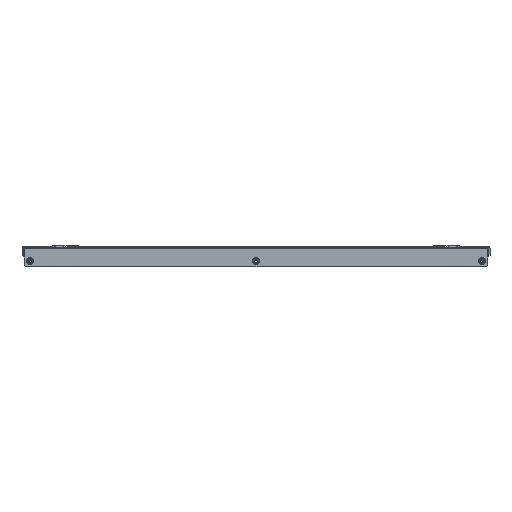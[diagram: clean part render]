
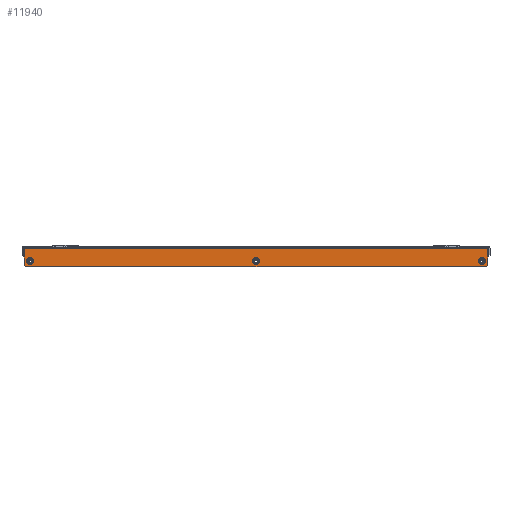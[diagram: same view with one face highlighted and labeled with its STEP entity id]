
A CAD part, left-side view. The second image highlights one B-rep face of the part: STEP entity #11940.
In plain terms, the highlighted planar face has unit normal (-1, 0, 0).
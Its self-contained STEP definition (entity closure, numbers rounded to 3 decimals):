
#100 = LINE ( 'NONE', #5596, #3547 ) ;
#129 = CIRCLE ( 'NONE', #11036, 7.299 ) ;
#560 = EDGE_CURVE ( 'NONE', #2299, #1881, #16216, .T. ) ;
#692 = FACE_BOUND ( 'NONE', #8982, .T. ) ;
#741 = DIRECTION ( 'NONE',  ( 1., 0., 0. ) ) ;
#781 = EDGE_CURVE ( 'NONE', #9140, #18312, #14614, .T. ) ;
#1237 = EDGE_CURVE ( 'NONE', #10658, #3258, #14598, .T. ) ;
#1317 = DIRECTION ( 'NONE',  ( 1., 0., 0. ) ) ;
#1377 = PLANE ( 'NONE',  #14439 ) ;
#1630 = EDGE_CURVE ( 'NONE', #13916, #10188, #3862, .T. ) ;
#1645 = CARTESIAN_POINT ( 'NONE',  ( -11.5, 449., -26.5 ) ) ;
#1674 = ORIENTED_EDGE ( 'NONE', *, *, #8174, .T. ) ;
#1881 = VERTEX_POINT ( 'NONE', #9473 ) ;
#2061 = DIRECTION ( 'NONE',  ( 0., -0.707, -0.707 ) ) ;
#2094 = DIRECTION ( 'NONE',  ( 1., 0., 0. ) ) ;
#2181 = DIRECTION ( 'NONE',  ( 1., 0., 0. ) ) ;
#2299 = VERTEX_POINT ( 'NONE', #11858 ) ;
#2341 = ORIENTED_EDGE ( 'NONE', *, *, #4780, .T. ) ;
#2549 = DIRECTION ( 'NONE',  ( 0., 0., -1. ) ) ;
#2825 = ORIENTED_EDGE ( 'NONE', *, *, #16558, .T. ) ;
#2833 = CARTESIAN_POINT ( 'NONE',  ( -11.5, 441.701, -26.5 ) ) ;
#3041 = CARTESIAN_POINT ( 'NONE',  ( -11.5, -461., 0. ) ) ;
#3258 = VERTEX_POINT ( 'NONE', #6636 ) ;
#3358 = CARTESIAN_POINT ( 'NONE',  ( -11.5, -456.299, -26.5 ) ) ;
#3547 = VECTOR ( 'NONE', #12921, 1000. ) ;
#3573 = CARTESIAN_POINT ( 'NONE',  ( -11.5, 7.299, -26.5 ) ) ;
#3640 = CARTESIAN_POINT ( 'NONE',  ( -11.5, 449., -26.5 ) ) ;
#3675 = AXIS2_PLACEMENT_3D ( 'NONE', #1645, #13154, #11880 ) ;
#3697 = DIRECTION ( 'NONE',  ( 0., 1., 0. ) ) ;
#3827 = CARTESIAN_POINT ( 'NONE',  ( -11.5, 0., -26.5 ) ) ;
#3829 = CARTESIAN_POINT ( 'NONE',  ( -11.5, 456.299, -26.5 ) ) ;
#3840 = CARTESIAN_POINT ( 'NONE',  ( -11.5, -7.299, -26.5 ) ) ;
#3862 = CIRCLE ( 'NONE', #3675, 7.299 ) ;
#4210 = CARTESIAN_POINT ( 'NONE',  ( -11.5, -461., 0. ) ) ;
#4270 = CARTESIAN_POINT ( 'NONE',  ( -11.5, -449., -26.5 ) ) ;
#4330 = DIRECTION ( 'NONE',  ( 0., -1., 0. ) ) ;
#4546 = ORIENTED_EDGE ( 'NONE', *, *, #781, .F. ) ;
#4780 = EDGE_CURVE ( 'NONE', #10661, #13445, #129, .T. ) ;
#5039 = EDGE_CURVE ( 'NONE', #12991, #10658, #11312, .T. ) ;
#5070 = ORIENTED_EDGE ( 'NONE', *, *, #14580, .F. ) ;
#5329 = CARTESIAN_POINT ( 'NONE',  ( -11.5, 0., -26.5 ) ) ;
#5511 = EDGE_CURVE ( 'NONE', #12991, #8366, #18809, .T. ) ;
#5596 = CARTESIAN_POINT ( 'NONE',  ( -11.5, -461., -37.5 ) ) ;
#5598 = EDGE_LOOP ( 'NONE', ( #5070, #4546 ) ) ;
#5751 = FACE_BOUND ( 'NONE', #5598, .T. ) ;
#6049 = EDGE_LOOP ( 'NONE', ( #11411, #7721 ) ) ;
#6303 = ORIENTED_EDGE ( 'NONE', *, *, #7839, .T. ) ;
#6486 = CARTESIAN_POINT ( 'NONE',  ( -11.5, 458., -37.5 ) ) ;
#6636 = CARTESIAN_POINT ( 'NONE',  ( -11.5, 458., -37.5 ) ) ;
#6785 = DIRECTION ( 'NONE',  ( 0., 1., 0. ) ) ;
#6941 = DIRECTION ( 'NONE',  ( 0., -1., 0. ) ) ;
#7403 = CARTESIAN_POINT ( 'NONE',  ( -11.5, -441.701, -26.5 ) ) ;
#7721 = ORIENTED_EDGE ( 'NONE', *, *, #11626, .T. ) ;
#7839 = EDGE_CURVE ( 'NONE', #1881, #8366, #9931, .T. ) ;
#7963 = ORIENTED_EDGE ( 'NONE', *, *, #560, .T. ) ;
#8008 = CARTESIAN_POINT ( 'NONE',  ( -11.5, -461., -1.879 ) ) ;
#8019 = CARTESIAN_POINT ( 'NONE',  ( -11.5, -461., -34.5 ) ) ;
#8174 = EDGE_CURVE ( 'NONE', #3258, #2299, #100, .T. ) ;
#8225 = CARTESIAN_POINT ( 'NONE',  ( -11.5, 461., -34.5 ) ) ;
#8366 = VERTEX_POINT ( 'NONE', #14626 ) ;
#8584 = CARTESIAN_POINT ( 'NONE',  ( -11.5, -449., -26.5 ) ) ;
#8982 = EDGE_LOOP ( 'NONE', ( #2825, #2341 ) ) ;
#9140 = VERTEX_POINT ( 'NONE', #7403 ) ;
#9473 = CARTESIAN_POINT ( 'NONE',  ( -11.5, -461., -34.5 ) ) ;
#9599 = FACE_BOUND ( 'NONE', #6049, .T. ) ;
#9802 = CARTESIAN_POINT ( 'NONE',  ( -11.5, 461., 0. ) ) ;
#9931 = LINE ( 'NONE', #3041, #13161 ) ;
#10086 = AXIS2_PLACEMENT_3D ( 'NONE', #5329, #2181, #6785 ) ;
#10188 = VERTEX_POINT ( 'NONE', #2833 ) ;
#10189 = DIRECTION ( 'NONE',  ( 0., 0., -1. ) ) ;
#10361 = VECTOR ( 'NONE', #15080, 1000. ) ;
#10658 = VERTEX_POINT ( 'NONE', #8225 ) ;
#10661 = VERTEX_POINT ( 'NONE', #3840 ) ;
#10680 = EDGE_LOOP ( 'NONE', ( #1674, #7963, #6303, #17736, #18533, #16066 ) ) ;
#10836 = VECTOR ( 'NONE', #2549, 1000. ) ;
#11036 = AXIS2_PLACEMENT_3D ( 'NONE', #3827, #741, #16807 ) ;
#11312 = LINE ( 'NONE', #9802, #10836 ) ;
#11411 = ORIENTED_EDGE ( 'NONE', *, *, #1630, .T. ) ;
#11626 = EDGE_CURVE ( 'NONE', #10188, #13916, #11698, .T. ) ;
#11682 = AXIS2_PLACEMENT_3D ( 'NONE', #8584, #18765, #6941 ) ;
#11698 = CIRCLE ( 'NONE', #11770, 7.299 ) ;
#11738 = AXIS2_PLACEMENT_3D ( 'NONE', #4270, #15908, #4330 ) ;
#11770 = AXIS2_PLACEMENT_3D ( 'NONE', #3640, #2094, #3697 ) ;
#11858 = CARTESIAN_POINT ( 'NONE',  ( -11.5, -458., -37.5 ) ) ;
#11874 = VECTOR ( 'NONE', #2061, 1000. ) ;
#11880 = DIRECTION ( 'NONE',  ( 0., 1., 0. ) ) ;
#11940 = ADVANCED_FACE ( 'NONE', ( #12815, #9599, #5751, #692 ), #1377, .F. ) ;
#12352 = VECTOR ( 'NONE', #18211, 1000. ) ;
#12815 = FACE_OUTER_BOUND ( 'NONE', #10680, .T. ) ;
#12921 = DIRECTION ( 'NONE',  ( 0., -1., 0. ) ) ;
#12991 = VERTEX_POINT ( 'NONE', #15507 ) ;
#13154 = DIRECTION ( 'NONE',  ( 1., 0., 0. ) ) ;
#13161 = VECTOR ( 'NONE', #16032, 1000. ) ;
#13445 = VERTEX_POINT ( 'NONE', #3573 ) ;
#13516 = CIRCLE ( 'NONE', #10086, 7.299 ) ;
#13916 = VERTEX_POINT ( 'NONE', #3829 ) ;
#14439 = AXIS2_PLACEMENT_3D ( 'NONE', #4210, #1317, #10189 ) ;
#14544 = CIRCLE ( 'NONE', #11682, 7.299 ) ;
#14580 = EDGE_CURVE ( 'NONE', #18312, #9140, #14544, .T. ) ;
#14598 = LINE ( 'NONE', #6486, #11874 ) ;
#14614 = CIRCLE ( 'NONE', #11738, 7.299 ) ;
#14626 = CARTESIAN_POINT ( 'NONE',  ( -11.5, -461., -1.879 ) ) ;
#15080 = DIRECTION ( 'NONE',  ( 0., -1., 0. ) ) ;
#15507 = CARTESIAN_POINT ( 'NONE',  ( -11.5, 461., -1.879 ) ) ;
#15908 = DIRECTION ( 'NONE',  ( -1., 0., 0. ) ) ;
#16032 = DIRECTION ( 'NONE',  ( 0., 0., 1. ) ) ;
#16066 = ORIENTED_EDGE ( 'NONE', *, *, #1237, .T. ) ;
#16216 = LINE ( 'NONE', #8019, #12352 ) ;
#16558 = EDGE_CURVE ( 'NONE', #13445, #10661, #13516, .T. ) ;
#16807 = DIRECTION ( 'NONE',  ( 0., 1., 0. ) ) ;
#17736 = ORIENTED_EDGE ( 'NONE', *, *, #5511, .F. ) ;
#18211 = DIRECTION ( 'NONE',  ( 0., -0.707, 0.707 ) ) ;
#18312 = VERTEX_POINT ( 'NONE', #3358 ) ;
#18533 = ORIENTED_EDGE ( 'NONE', *, *, #5039, .T. ) ;
#18765 = DIRECTION ( 'NONE',  ( -1., 0., 0. ) ) ;
#18809 = LINE ( 'NONE', #8008, #10361 ) ;
